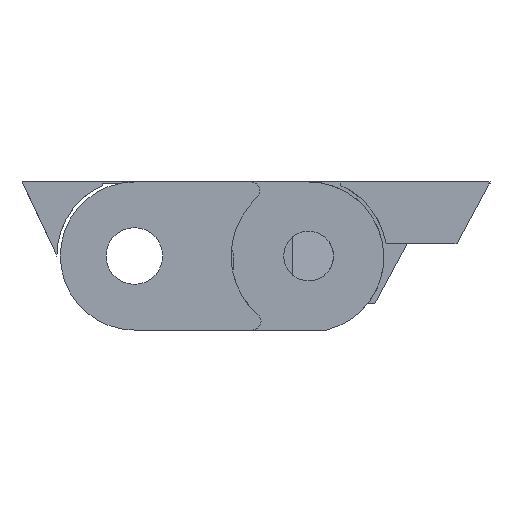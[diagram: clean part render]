
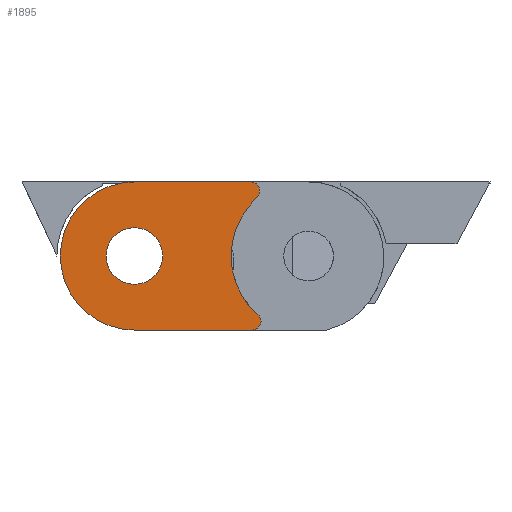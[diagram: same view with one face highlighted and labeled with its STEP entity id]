
A CAD part, front view. The second image highlights one B-rep face of the part: STEP entity #1895.
In plain terms, the highlighted planar face has unit normal (0, -1, 0).
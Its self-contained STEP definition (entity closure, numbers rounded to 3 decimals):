
#22=FACE_BOUND('',#260,.T.);
#66=PLANE('',#2074);
#159=FACE_OUTER_BOUND('',#259,.T.);
#259=EDGE_LOOP('',(#1618,#1619,#1620,#1621,#1622,#1623,#1624));
#260=EDGE_LOOP('',(#1625));
#340=CIRCLE('',#2037,0.5);
#342=CIRCLE('',#2040,4.45);
#343=CIRCLE('',#2042,0.5);
#352=CIRCLE('',#2060,1.625);
#354=CIRCLE('',#2073,4.25);
#482=LINE('',#3018,#687);
#503=LINE('',#3076,#708);
#505=LINE('',#3082,#710);
#687=VECTOR('',#2452,10.);
#708=VECTOR('',#2525,10.);
#710=VECTOR('',#2533,10.);
#891=VERTEX_POINT('',#2990);
#892=VERTEX_POINT('',#2991);
#895=VERTEX_POINT('',#3001);
#896=VERTEX_POINT('',#3005);
#897=VERTEX_POINT('',#3006);
#900=VERTEX_POINT('',#3017);
#911=VERTEX_POINT('',#3053);
#912=VERTEX_POINT('',#3078);
#1121=EDGE_CURVE('',#891,#892,#340,.T.);
#1128=EDGE_CURVE('',#891,#895,#342,.T.);
#1129=EDGE_CURVE('',#896,#897,#343,.T.);
#1135=EDGE_CURVE('',#900,#892,#482,.T.);
#1155=EDGE_CURVE('',#911,#911,#352,.T.);
#1166=EDGE_CURVE('',#895,#897,#503,.T.);
#1167=EDGE_CURVE('',#900,#912,#354,.T.);
#1169=EDGE_CURVE('',#896,#912,#505,.T.);
#1618=ORIENTED_EDGE('',*,*,#1121,.F.);
#1619=ORIENTED_EDGE('',*,*,#1128,.T.);
#1620=ORIENTED_EDGE('',*,*,#1166,.T.);
#1621=ORIENTED_EDGE('',*,*,#1129,.F.);
#1622=ORIENTED_EDGE('',*,*,#1169,.T.);
#1623=ORIENTED_EDGE('',*,*,#1167,.F.);
#1624=ORIENTED_EDGE('',*,*,#1135,.T.);
#1625=ORIENTED_EDGE('',*,*,#1155,.F.);
#1895=ADVANCED_FACE('',(#159,#22),#66,.F.);
#2037=AXIS2_PLACEMENT_3D('',#2992,#2425,#2426);
#2040=AXIS2_PLACEMENT_3D('',#3003,#2436,#2437);
#2042=AXIS2_PLACEMENT_3D('',#3007,#2440,#2441);
#2060=AXIS2_PLACEMENT_3D('',#3055,#2492,#2493);
#2073=AXIS2_PLACEMENT_3D('',#3079,#2528,#2529);
#2074=AXIS2_PLACEMENT_3D('',#3081,#2531,#2532);
#2425=DIRECTION('center_axis',(0.,1.,0.));
#2426=DIRECTION('ref_axis',(0.937,0.,-0.348));
#2436=DIRECTION('center_axis',(0.,1.,0.));
#2437=DIRECTION('ref_axis',(0.296,0.,-0.955));
#2440=DIRECTION('center_axis',(0.,1.,0.));
#2441=DIRECTION('ref_axis',(0.906,0.,0.423));
#2452=DIRECTION('',(1.,0.,0.));
#2492=DIRECTION('center_axis',(0.,-1.,0.));
#2493=DIRECTION('ref_axis',(1.,0.,0.));
#2525=DIRECTION('',(0.643,0.,0.766));
#2528=DIRECTION('center_axis',(0.,1.,0.));
#2529=DIRECTION('ref_axis',(1.,0.,0.));
#2531=DIRECTION('center_axis',(0.,1.,0.));
#2532=DIRECTION('ref_axis',(1.,0.,0.));
#2533=DIRECTION('',(-1.,0.,0.));
#2990=CARTESIAN_POINT('',(7.095,-10.7,-3.371));
#2991=CARTESIAN_POINT('',(6.769,-10.7,-4.25));
#2992=CARTESIAN_POINT('Origin',(6.769,-10.7,-3.75));
#3001=CARTESIAN_POINT('',(6.591,-10.7,2.86));
#3003=CARTESIAN_POINT('Origin',(10.,-10.7,0.));
#3005=CARTESIAN_POINT('',(6.685,-10.7,4.25));
#3006=CARTESIAN_POINT('',(7.068,-10.7,3.429));
#3007=CARTESIAN_POINT('Origin',(6.685,-10.7,3.75));
#3017=CARTESIAN_POINT('',(0.,-10.7,-4.25));
#3018=CARTESIAN_POINT('',(0.,-10.7,-4.25));
#3053=CARTESIAN_POINT('',(-1.625,-10.7,0.));
#3055=CARTESIAN_POINT('Origin',(0.,-10.7,0.));
#3076=CARTESIAN_POINT('',(6.591,-10.7,2.86));
#3078=CARTESIAN_POINT('',(0.,-10.7,4.25));
#3079=CARTESIAN_POINT('Origin',(0.,-10.7,0.));
#3081=CARTESIAN_POINT('Origin',(2.215,-10.7,0.));
#3082=CARTESIAN_POINT('',(10.,-10.7,4.25));
